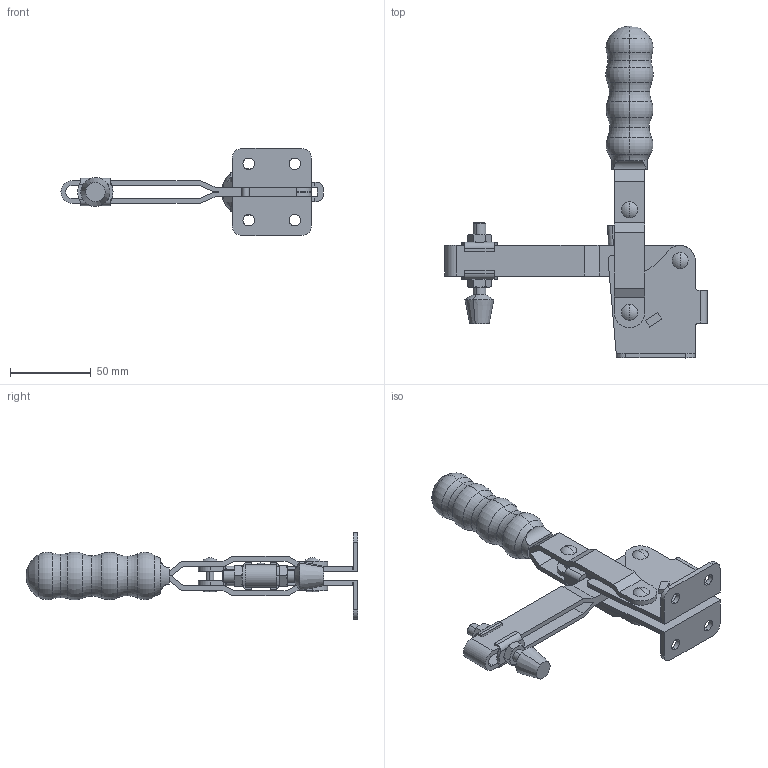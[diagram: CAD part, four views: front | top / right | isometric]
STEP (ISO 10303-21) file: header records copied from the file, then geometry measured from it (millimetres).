
FILE_DESCRIPTION (( 'STEP AP214' ), '1' );
FILE_NAME ('GH-12205(Â²¤Æ).STEP', '2020-05-06T07:51:08', ( 'LinWei' ), ( '' ), 'SwSTEP 2.0', 'SolidWorks 2016', '' );
FILE_SCHEMA (( 'AUTOMOTIVE_DESIGN' ));
Length unit declared in the file: millimetre
Products named in the file (6): Group4^GH-12205(簡化); Group2^GH-12205(簡化); Group1^GH-12205(簡化); GH-12205(簡化); 11220508-1^GH-12205(簡化); Group5^GH-12205(簡化)
Assembly tree (5 placements, depth 2):
  GH-12205(簡化)
    Group1^GH-12205(簡化)
    Group2^GH-12205(簡化)
    Group4^GH-12205(簡化)
    Group5^GH-12205(簡化)
    11220508-1^GH-12205(簡化)
Bounding box: 162.79 x 206 x 54 mm (x, y, z)
Volume: 116747.4 mm3; surface area: 58147.6 mm2
Topology: 5 solids, 5 shells, 331 faces, 862 edges, 553 vertices
Faces by surface type: plane 154, cylinder 107, torus 32, cone 30, sphere 8
Entity records: 11810 total; most frequent: CARTESIAN_POINT 2224, DIRECTION 1804, ORIENTED_EDGE 1720, EDGE_CURVE 860, AXIS2_PLACEMENT_3D 677, VERTEX_POINT 553, LINE 450, VECTOR 450
